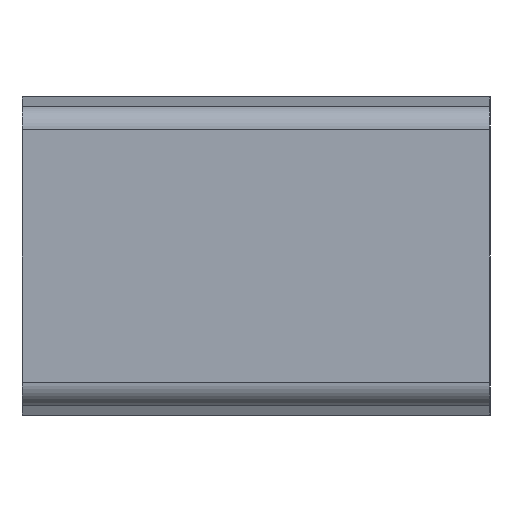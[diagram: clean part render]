
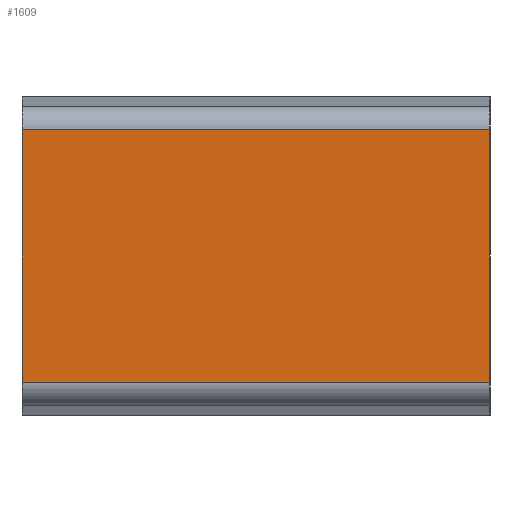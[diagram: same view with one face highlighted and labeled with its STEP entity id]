
A CAD part, left-side view. The second image highlights one B-rep face of the part: STEP entity #1609.
In plain terms, the highlighted face is planar.
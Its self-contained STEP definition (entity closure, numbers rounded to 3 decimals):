
#8 = ORIENTED_EDGE ( 'NONE', *, *, #751, .F. ) ;
#268 = CARTESIAN_POINT ( 'NONE',  ( -50., 31.25, 0. ) ) ;
#301 = CARTESIAN_POINT ( 'NONE',  ( 50., 31.25, 0. ) ) ;
#305 = CARTESIAN_POINT ( 'NONE',  ( -50., -26.98, 0. ) ) ;
#319 = PLANE ( 'NONE',  #1392 ) ;
#327 = LINE ( 'NONE', #593, #1020 ) ;
#373 = VERTEX_POINT ( 'NONE', #1707 ) ;
#398 = EDGE_CURVE ( 'NONE', #497, #1648, #1470, .T. ) ;
#437 = FACE_OUTER_BOUND ( 'NONE', #843, .T. ) ;
#445 = ORIENTED_EDGE ( 'NONE', *, *, #398, .T. ) ;
#497 = VERTEX_POINT ( 'NONE', #783 ) ;
#572 = CARTESIAN_POINT ( 'NONE',  ( 50., -26.98, 0. ) ) ;
#593 = CARTESIAN_POINT ( 'NONE',  ( 50., 26.98, 0. ) ) ;
#596 = DIRECTION ( 'NONE',  ( 0., 1., 0. ) ) ;
#608 = VECTOR ( 'NONE', #596, 1000. ) ;
#640 = ORIENTED_EDGE ( 'NONE', *, *, #1719, .F. ) ;
#652 = ORIENTED_EDGE ( 'NONE', *, *, #1350, .T. ) ;
#733 = LINE ( 'NONE', #1415, #855 ) ;
#751 = EDGE_CURVE ( 'NONE', #497, #1384, #733, .T. ) ;
#783 = CARTESIAN_POINT ( 'NONE',  ( 50., -26.98, 0. ) ) ;
#843 = EDGE_LOOP ( 'NONE', ( #652, #640, #8, #445 ) ) ;
#855 = VECTOR ( 'NONE', #1421, 1000. ) ;
#991 = CARTESIAN_POINT ( 'NONE',  ( 50., 26.98, 0. ) ) ;
#1020 = VECTOR ( 'NONE', #1269, 1000. ) ;
#1065 = LINE ( 'NONE', #268, #608 ) ;
#1092 = DIRECTION ( 'NONE',  ( -1., 0., 0. ) ) ;
#1269 = DIRECTION ( 'NONE',  ( -1., 0., 0. ) ) ;
#1350 = EDGE_CURVE ( 'NONE', #1648, #373, #1065, .T. ) ;
#1384 = VERTEX_POINT ( 'NONE', #991 ) ;
#1392 = AXIS2_PLACEMENT_3D ( 'NONE', #301, #1731, #1778 ) ;
#1415 = CARTESIAN_POINT ( 'NONE',  ( 50., 31.25, 0. ) ) ;
#1421 = DIRECTION ( 'NONE',  ( 0., 1., 0. ) ) ;
#1465 = VECTOR ( 'NONE', #1092, 1000. ) ;
#1470 = LINE ( 'NONE', #572, #1465 ) ;
#1609 = ADVANCED_FACE ( 'NONE', ( #437 ), #319, .F. ) ;
#1648 = VERTEX_POINT ( 'NONE', #305 ) ;
#1707 = CARTESIAN_POINT ( 'NONE',  ( -50., 26.98, 0. ) ) ;
#1719 = EDGE_CURVE ( 'NONE', #1384, #373, #327, .T. ) ;
#1731 = DIRECTION ( 'NONE',  ( 0., 0., 1. ) ) ;
#1778 = DIRECTION ( 'NONE',  ( 1., 0., 0. ) ) ;
